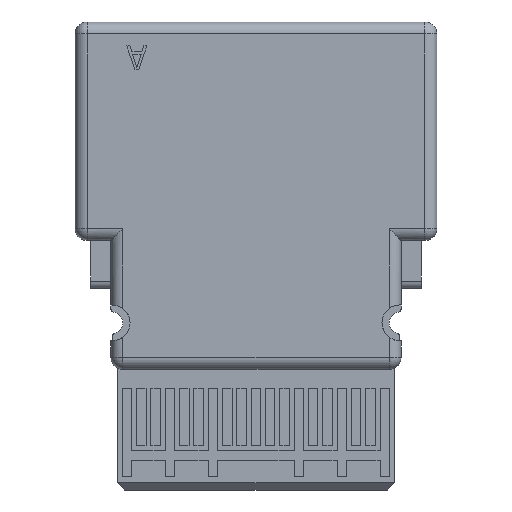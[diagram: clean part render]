
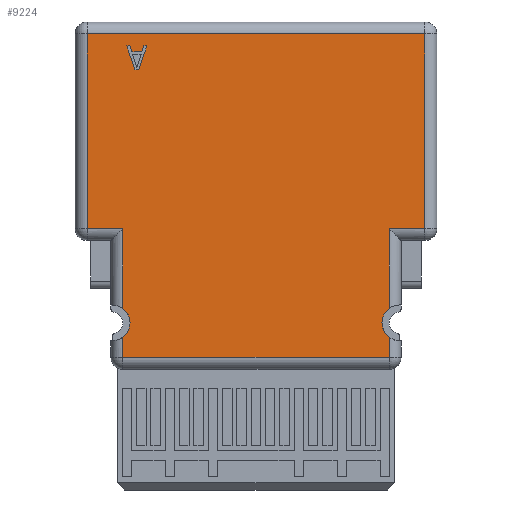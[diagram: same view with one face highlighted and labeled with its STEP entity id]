
A CAD part, front view. The second image highlights one B-rep face of the part: STEP entity #9224.
In plain terms, the highlighted planar face has unit normal (0, -1, 0).
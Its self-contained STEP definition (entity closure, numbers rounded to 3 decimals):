
#531=DIRECTION('',(0.,0.,-1.));
#532=VECTOR('',#531,0.85);
#533=CARTESIAN_POINT('',(-5.575,-2.57,6.4));
#534=LINE('',#533,#532);
#549=CARTESIAN_POINT('',(6.025,-2.57,7.));
#550=DIRECTION('',(0.,-1.,0.));
#551=DIRECTION('',(-0.6,0.,0.8));
#552=AXIS2_PLACEMENT_3D('',#549,#550,#551);
#554=CARTESIAN_POINT('',(6.025,-2.57,7.));
#555=DIRECTION('',(0.,-1.,0.));
#556=DIRECTION('',(-1.,0.,0.));
#557=AXIS2_PLACEMENT_3D('',#554,#555,#556);
#559=CARTESIAN_POINT('',(-6.025,-2.57,7.));
#560=DIRECTION('',(0.,-1.,0.));
#561=DIRECTION('',(0.6,0.,-0.8));
#562=AXIS2_PLACEMENT_3D('',#559,#560,#561);
#564=CARTESIAN_POINT('',(-6.025,-2.57,7.));
#565=DIRECTION('',(0.,-1.,0.));
#566=DIRECTION('',(1.,0.,0.));
#567=AXIS2_PLACEMENT_3D('',#564,#565,#566);
#569=DIRECTION('',(1.,0.,0.));
#570=VECTOR('',#569,0.167);
#571=CARTESIAN_POINT('',(-5.075,-2.57,17.6));
#572=LINE('',#571,#570);
#573=DIRECTION('',(0.316,0.,0.949));
#574=VECTOR('',#573,1.054);
#575=CARTESIAN_POINT('',(-4.908,-2.57,17.6));
#576=LINE('',#575,#574);
#577=DIRECTION('',(-1.,0.,0.));
#578=VECTOR('',#577,0.125);
#579=CARTESIAN_POINT('',(-4.575,-2.57,18.6));
#580=LINE('',#579,#578);
#581=DIRECTION('',(-0.31,0.,-0.951));
#582=VECTOR('',#581,0.269);
#583=CARTESIAN_POINT('',(-4.7,-2.57,18.6));
#584=LINE('',#583,#582);
#585=DIRECTION('',(-1.,0.,0.));
#586=VECTOR('',#585,0.417);
#587=CARTESIAN_POINT('',(-4.783,-2.57,18.345));
#588=LINE('',#587,#586);
#589=DIRECTION('',(-0.31,0.,0.951));
#590=VECTOR('',#589,0.269);
#591=CARTESIAN_POINT('',(-5.2,-2.57,18.345));
#592=LINE('',#591,#590);
#593=DIRECTION('',(-1.,0.,0.));
#594=VECTOR('',#593,0.125);
#595=CARTESIAN_POINT('',(-5.283,-2.57,18.6));
#596=LINE('',#595,#594);
#597=DIRECTION('',(0.316,0.,-0.949));
#598=VECTOR('',#597,1.054);
#599=CARTESIAN_POINT('',(-5.408,-2.57,18.6));
#600=LINE('',#599,#598);
#605=DIRECTION('',(1.,0.,0.));
#606=VECTOR('',#605,1.5);
#607=CARTESIAN_POINT('',(-7.075,-2.57,10.95));
#608=LINE('',#607,#606);
#2369=DIRECTION('',(1.,0.,0.));
#2370=VECTOR('',#2369,11.15);
#2371=CARTESIAN_POINT('',(-5.575,-2.57,5.55));
#2372=LINE('',#2371,#2370);
#2407=DIRECTION('',(0.,0.,1.));
#2408=VECTOR('',#2407,0.85);
#2409=CARTESIAN_POINT('',(5.575,-2.57,5.55));
#2410=LINE('',#2409,#2408);
#2557=DIRECTION('',(0.,0.,1.));
#2558=VECTOR('',#2557,3.35);
#2559=CARTESIAN_POINT('',(5.575,-2.57,7.6));
#2560=LINE('',#2559,#2558);
#2575=DIRECTION('',(1.,0.,0.));
#2576=VECTOR('',#2575,1.5);
#2577=CARTESIAN_POINT('',(5.575,-2.57,10.95));
#2578=LINE('',#2577,#2576);
#2644=DIRECTION('',(0.,0.,1.));
#2645=VECTOR('',#2644,8.15);
#2646=CARTESIAN_POINT('',(7.075,-2.57,10.95));
#2647=LINE('',#2646,#2645);
#2663=DIRECTION('',(-1.,0.,0.));
#2664=VECTOR('',#2663,14.15);
#2665=CARTESIAN_POINT('',(7.075,-2.57,19.1));
#2666=LINE('',#2665,#2664);
#2740=DIRECTION('',(0.,0.,-1.));
#2741=VECTOR('',#2740,8.15);
#2742=CARTESIAN_POINT('',(-7.075,-2.57,19.1));
#2743=LINE('',#2742,#2741);
#5828=DIRECTION('',(0.,0.,-1.));
#5829=VECTOR('',#5828,3.35);
#5830=CARTESIAN_POINT('',(-5.575,-2.57,10.95));
#5831=LINE('',#5830,#5829);
#7570=CARTESIAN_POINT('',(-5.575,-2.57,6.4));
#7571=CARTESIAN_POINT('',(-5.575,-2.57,5.55));
#7572=VERTEX_POINT('',#7570);
#7573=VERTEX_POINT('',#7571);
#7574=CARTESIAN_POINT('',(-7.075,-2.57,10.95));
#7575=CARTESIAN_POINT('',(-5.575,-2.57,10.95));
#7576=VERTEX_POINT('',#7574);
#7577=VERTEX_POINT('',#7575);
#7578=CARTESIAN_POINT('',(-7.075,-2.57,19.1));
#7579=VERTEX_POINT('',#7578);
#7580=CARTESIAN_POINT('',(7.075,-2.57,19.1));
#7581=VERTEX_POINT('',#7580);
#7582=CARTESIAN_POINT('',(7.075,-2.57,10.95));
#7583=VERTEX_POINT('',#7582);
#7584=CARTESIAN_POINT('',(5.575,-2.57,10.95));
#7585=VERTEX_POINT('',#7584);
#7586=CARTESIAN_POINT('',(5.575,-2.57,7.6));
#7587=VERTEX_POINT('',#7586);
#7588=CARTESIAN_POINT('',(5.275,-2.57,7.));
#7589=VERTEX_POINT('',#7588);
#7590=CARTESIAN_POINT('',(5.575,-2.57,6.4));
#7591=VERTEX_POINT('',#7590);
#7592=CARTESIAN_POINT('',(5.575,-2.57,5.55));
#7593=VERTEX_POINT('',#7592);
#7594=CARTESIAN_POINT('',(-5.275,-2.57,7.));
#7595=VERTEX_POINT('',#7594);
#7596=CARTESIAN_POINT('',(-5.575,-2.57,7.6));
#7597=VERTEX_POINT('',#7596);
#7598=CARTESIAN_POINT('',(-5.075,-2.57,17.6));
#7599=CARTESIAN_POINT('',(-4.908,-2.57,17.6));
#7600=VERTEX_POINT('',#7598);
#7601=VERTEX_POINT('',#7599);
#7602=CARTESIAN_POINT('',(-4.575,-2.57,18.6));
#7603=VERTEX_POINT('',#7602);
#7604=CARTESIAN_POINT('',(-4.7,-2.57,18.6));
#7605=VERTEX_POINT('',#7604);
#7606=CARTESIAN_POINT('',(-4.783,-2.57,18.345));
#7607=VERTEX_POINT('',#7606);
#7608=CARTESIAN_POINT('',(-5.2,-2.57,18.345));
#7609=VERTEX_POINT('',#7608);
#7610=CARTESIAN_POINT('',(-5.283,-2.57,18.6));
#7611=VERTEX_POINT('',#7610);
#7612=CARTESIAN_POINT('',(-5.408,-2.57,18.6));
#7613=VERTEX_POINT('',#7612);
#9172=CARTESIAN_POINT('',(0.,-2.57,0.));
#9173=DIRECTION('',(0.,1.,0.));
#9174=DIRECTION('',(1.,0.,0.));
#9175=AXIS2_PLACEMENT_3D('',#9172,#9173,#9174);
#9176=PLANE('',#9175);
#9178=ORIENTED_EDGE('',*,*,#9177,.F.);
#9180=ORIENTED_EDGE('',*,*,#9179,.F.);
#9182=ORIENTED_EDGE('',*,*,#9181,.F.);
#9184=ORIENTED_EDGE('',*,*,#9183,.F.);
#9186=ORIENTED_EDGE('',*,*,#9185,.F.);
#9188=ORIENTED_EDGE('',*,*,#9187,.F.);
#9190=ORIENTED_EDGE('',*,*,#9189,.T.);
#9192=ORIENTED_EDGE('',*,*,#9191,.T.);
#9194=ORIENTED_EDGE('',*,*,#9193,.F.);
#9196=ORIENTED_EDGE('',*,*,#9195,.F.);
#9197=ORIENTED_EDGE('',*,*,#9162,.F.);
#9199=ORIENTED_EDGE('',*,*,#9198,.T.);
#9201=ORIENTED_EDGE('',*,*,#9200,.T.);
#9203=ORIENTED_EDGE('',*,*,#9202,.F.);
#9204=EDGE_LOOP('',(#9178,#9180,#9182,#9184,#9186,#9188,#9190,#9192,#9194,#9196,
#9197,#9199,#9201,#9203));
#9205=FACE_OUTER_BOUND('',#9204,.F.);
#9207=ORIENTED_EDGE('',*,*,#9206,.T.);
#9209=ORIENTED_EDGE('',*,*,#9208,.T.);
#9211=ORIENTED_EDGE('',*,*,#9210,.T.);
#9213=ORIENTED_EDGE('',*,*,#9212,.T.);
#9215=ORIENTED_EDGE('',*,*,#9214,.T.);
#9217=ORIENTED_EDGE('',*,*,#9216,.T.);
#9219=ORIENTED_EDGE('',*,*,#9218,.T.);
#9221=ORIENTED_EDGE('',*,*,#9220,.T.);
#9222=EDGE_LOOP('',(#9207,#9209,#9211,#9213,#9215,#9217,#9219,#9221));
#9223=FACE_BOUND('',#9222,.F.);
#9224=ADVANCED_FACE('',(#9205,#9223),#9176,.F.);
#553=CIRCLE('',#552,0.75);
#558=CIRCLE('',#557,0.75);
#563=CIRCLE('',#562,0.75);
#568=CIRCLE('',#567,0.75);
#9162=EDGE_CURVE('',#7572,#7573,#534,.T.);
#9177=EDGE_CURVE('',#7576,#7577,#608,.T.);
#9179=EDGE_CURVE('',#7579,#7576,#2743,.T.);
#9181=EDGE_CURVE('',#7581,#7579,#2666,.T.);
#9183=EDGE_CURVE('',#7583,#7581,#2647,.T.);
#9185=EDGE_CURVE('',#7585,#7583,#2578,.T.);
#9187=EDGE_CURVE('',#7587,#7585,#2560,.T.);
#9189=EDGE_CURVE('',#7587,#7589,#553,.T.);
#9191=EDGE_CURVE('',#7589,#7591,#558,.T.);
#9193=EDGE_CURVE('',#7593,#7591,#2410,.T.);
#9195=EDGE_CURVE('',#7573,#7593,#2372,.T.);
#9198=EDGE_CURVE('',#7572,#7595,#563,.T.);
#9200=EDGE_CURVE('',#7595,#7597,#568,.T.);
#9202=EDGE_CURVE('',#7577,#7597,#5831,.T.);
#9206=EDGE_CURVE('',#7600,#7601,#572,.T.);
#9208=EDGE_CURVE('',#7601,#7603,#576,.T.);
#9210=EDGE_CURVE('',#7603,#7605,#580,.T.);
#9212=EDGE_CURVE('',#7605,#7607,#584,.T.);
#9214=EDGE_CURVE('',#7607,#7609,#588,.T.);
#9216=EDGE_CURVE('',#7609,#7611,#592,.T.);
#9218=EDGE_CURVE('',#7611,#7613,#596,.T.);
#9220=EDGE_CURVE('',#7613,#7600,#600,.T.);
